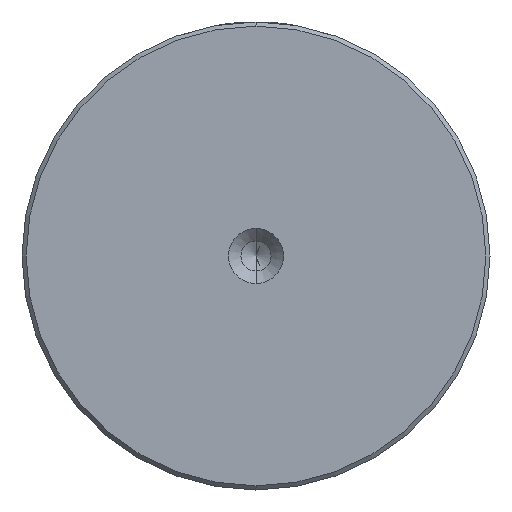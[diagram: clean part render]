
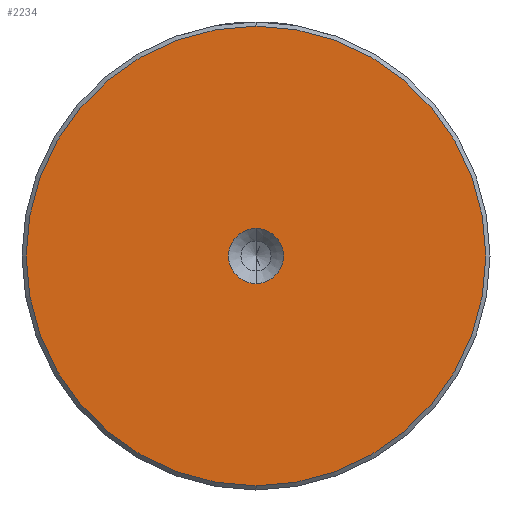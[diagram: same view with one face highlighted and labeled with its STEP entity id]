
A CAD part, left-side view. The second image highlights one B-rep face of the part: STEP entity #2234.
In plain terms, the highlighted planar face has unit normal (-1, 0, 0).
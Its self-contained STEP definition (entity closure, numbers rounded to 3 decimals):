
#36 = CARTESIAN_POINT ( 'NONE',  ( 0., 0., 0. ) ) ;
#39 = VERTEX_POINT ( 'NONE', #1864 ) ;
#51 = DIRECTION ( 'NONE',  ( 0., 0., 1. ) ) ;
#143 = CIRCLE ( 'NONE', #1459, 27.5 ) ;
#191 = EDGE_LOOP ( 'NONE', ( #2290, #914 ) ) ;
#331 = CARTESIAN_POINT ( 'NONE',  ( 0., 0., 0. ) ) ;
#430 = DIRECTION ( 'NONE',  ( -1., 0., 0. ) ) ;
#455 = AXIS2_PLACEMENT_3D ( 'NONE', #36, #2182, #1016 ) ;
#471 = CARTESIAN_POINT ( 'NONE',  ( 0., 0., -27.5 ) ) ;
#476 = EDGE_CURVE ( 'NONE', #2312, #39, #600, .T. ) ;
#521 = DIRECTION ( 'NONE',  ( 0., 0., 1. ) ) ;
#600 = CIRCLE ( 'NONE', #2040, 27.5 ) ;
#757 = CARTESIAN_POINT ( 'NONE',  ( 0., 0., -3.3 ) ) ;
#829 = PLANE ( 'NONE',  #455 ) ;
#914 = ORIENTED_EDGE ( 'NONE', *, *, #1873, .F. ) ;
#1016 = DIRECTION ( 'NONE',  ( 0., 0., 1. ) ) ;
#1089 = CARTESIAN_POINT ( 'NONE',  ( 0., 0., 3.3 ) ) ;
#1212 = DIRECTION ( 'NONE',  ( -1., 0., 0. ) ) ;
#1278 = ORIENTED_EDGE ( 'NONE', *, *, #476, .T. ) ;
#1400 = EDGE_CURVE ( 'NONE', #1509, #1719, #1680, .T. ) ;
#1453 = DIRECTION ( 'NONE',  ( 0., 0., 1. ) ) ;
#1455 = CARTESIAN_POINT ( 'NONE',  ( 0., 0., 0. ) ) ;
#1459 = AXIS2_PLACEMENT_3D ( 'NONE', #2359, #1212, #51 ) ;
#1486 = DIRECTION ( 'NONE',  ( -1., 0., 0. ) ) ;
#1508 = EDGE_LOOP ( 'NONE', ( #1278, #2364 ) ) ;
#1509 = VERTEX_POINT ( 'NONE', #1089 ) ;
#1601 = AXIS2_PLACEMENT_3D ( 'NONE', #1610, #430, #1798 ) ;
#1610 = CARTESIAN_POINT ( 'NONE',  ( 0., 0., 0. ) ) ;
#1680 = CIRCLE ( 'NONE', #2324, 3.3 ) ;
#1691 = CIRCLE ( 'NONE', #1601, 3.3 ) ;
#1699 = DIRECTION ( 'NONE',  ( -1., 0., 0. ) ) ;
#1719 = VERTEX_POINT ( 'NONE', #757 ) ;
#1798 = DIRECTION ( 'NONE',  ( 0., 0., 1. ) ) ;
#1862 = EDGE_CURVE ( 'NONE', #39, #2312, #143, .T. ) ;
#1864 = CARTESIAN_POINT ( 'NONE',  ( 0., 0., 27.5 ) ) ;
#1873 = EDGE_CURVE ( 'NONE', #1719, #1509, #1691, .T. ) ;
#2035 = FACE_BOUND ( 'NONE', #191, .T. ) ;
#2040 = AXIS2_PLACEMENT_3D ( 'NONE', #1455, #1486, #1453 ) ;
#2110 = FACE_OUTER_BOUND ( 'NONE', #1508, .T. ) ;
#2182 = DIRECTION ( 'NONE',  ( -1., 0., 0. ) ) ;
#2234 = ADVANCED_FACE ( 'NONE', ( #2110, #2035 ), #829, .T. ) ;
#2290 = ORIENTED_EDGE ( 'NONE', *, *, #1400, .F. ) ;
#2312 = VERTEX_POINT ( 'NONE', #471 ) ;
#2324 = AXIS2_PLACEMENT_3D ( 'NONE', #331, #1699, #521 ) ;
#2359 = CARTESIAN_POINT ( 'NONE',  ( 0., 0., 0. ) ) ;
#2364 = ORIENTED_EDGE ( 'NONE', *, *, #1862, .T. ) ;
